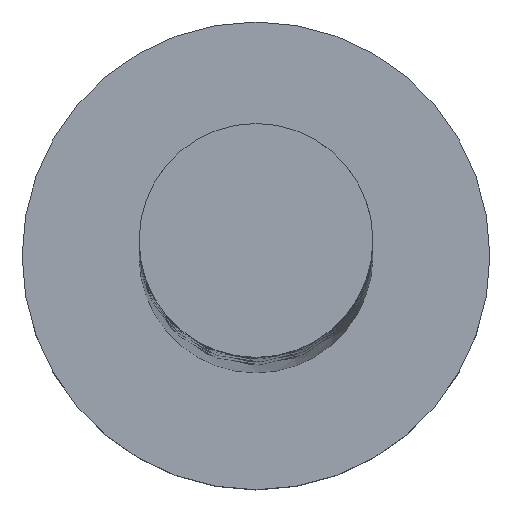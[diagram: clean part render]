
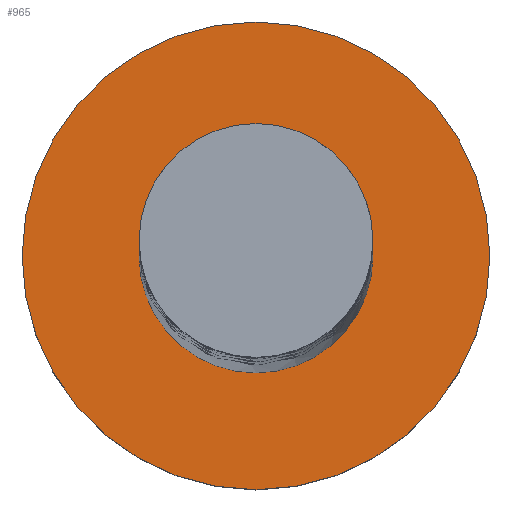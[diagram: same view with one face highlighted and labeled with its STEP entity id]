
A CAD part, top view. The second image highlights one B-rep face of the part: STEP entity #965.
In plain terms, the highlighted planar face has unit normal (0, 0, 1).
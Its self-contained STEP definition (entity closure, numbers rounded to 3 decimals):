
#41 = DIRECTION ( 'NONE',  ( 1., 0., 0. ) ) ;
#46 = EDGE_CURVE ( 'NONE', #1093, #1712, #1230, .T. ) ;
#145 = DIRECTION ( 'NONE',  ( 1., 0., 0. ) ) ;
#156 = FACE_OUTER_BOUND ( 'NONE', #510, .T. ) ;
#209 = DIRECTION ( 'NONE',  ( 0., 0., 1. ) ) ;
#211 = DIRECTION ( 'NONE',  ( 0., 0., 1. ) ) ;
#349 = CARTESIAN_POINT ( 'NONE',  ( 0., 0., 3. ) ) ;
#359 = CARTESIAN_POINT ( 'NONE',  ( 5., 0., 3. ) ) ;
#386 = CARTESIAN_POINT ( 'NONE',  ( 0., 0., 3. ) ) ;
#413 = ORIENTED_EDGE ( 'NONE', *, *, #647, .F. ) ;
#454 = EDGE_LOOP ( 'NONE', ( #592, #413 ) ) ;
#505 = CARTESIAN_POINT ( 'NONE',  ( -5., 0., 3. ) ) ;
#510 = EDGE_LOOP ( 'NONE', ( #885, #1494 ) ) ;
#517 = AXIS2_PLACEMENT_3D ( 'NONE', #349, #1210, #543 ) ;
#518 = CIRCLE ( 'NONE', #798, 2.5 ) ;
#543 = DIRECTION ( 'NONE',  ( 1., 0., 0. ) ) ;
#577 = EDGE_CURVE ( 'NONE', #1712, #1093, #1490, .T. ) ;
#592 = ORIENTED_EDGE ( 'NONE', *, *, #1203, .F. ) ;
#647 = EDGE_CURVE ( 'NONE', #1599, #1472, #1050, .T. ) ;
#655 = AXIS2_PLACEMENT_3D ( 'NONE', #1361, #1001, #41 ) ;
#713 = CARTESIAN_POINT ( 'NONE',  ( 2.5, 0., 3. ) ) ;
#759 = DIRECTION ( 'NONE',  ( 1., 0., 0. ) ) ;
#798 = AXIS2_PLACEMENT_3D ( 'NONE', #1090, #947, #145 ) ;
#869 = CARTESIAN_POINT ( 'NONE',  ( -2.5, 0., 3. ) ) ;
#885 = ORIENTED_EDGE ( 'NONE', *, *, #46, .T. ) ;
#925 = DIRECTION ( 'NONE',  ( 1., 0., 0. ) ) ;
#947 = DIRECTION ( 'NONE',  ( 0., 0., 1. ) ) ;
#965 = ADVANCED_FACE ( 'NONE', ( #1649, #156 ), #1141, .T. ) ;
#1001 = DIRECTION ( 'NONE',  ( 0., 0., 1. ) ) ;
#1050 = CIRCLE ( 'NONE', #517, 2.5 ) ;
#1090 = CARTESIAN_POINT ( 'NONE',  ( 0., 0., 3. ) ) ;
#1093 = VERTEX_POINT ( 'NONE', #505 ) ;
#1141 = PLANE ( 'NONE',  #655 ) ;
#1170 = AXIS2_PLACEMENT_3D ( 'NONE', #1419, #211, #759 ) ;
#1203 = EDGE_CURVE ( 'NONE', #1472, #1599, #518, .T. ) ;
#1210 = DIRECTION ( 'NONE',  ( 0., 0., 1. ) ) ;
#1230 = CIRCLE ( 'NONE', #1170, 5. ) ;
#1361 = CARTESIAN_POINT ( 'NONE',  ( 0., 0., 3. ) ) ;
#1419 = CARTESIAN_POINT ( 'NONE',  ( 0., 0., 3. ) ) ;
#1472 = VERTEX_POINT ( 'NONE', #869 ) ;
#1490 = CIRCLE ( 'NONE', #1718, 5. ) ;
#1494 = ORIENTED_EDGE ( 'NONE', *, *, #577, .T. ) ;
#1599 = VERTEX_POINT ( 'NONE', #713 ) ;
#1649 = FACE_BOUND ( 'NONE', #454, .T. ) ;
#1712 = VERTEX_POINT ( 'NONE', #359 ) ;
#1718 = AXIS2_PLACEMENT_3D ( 'NONE', #386, #209, #925 ) ;
